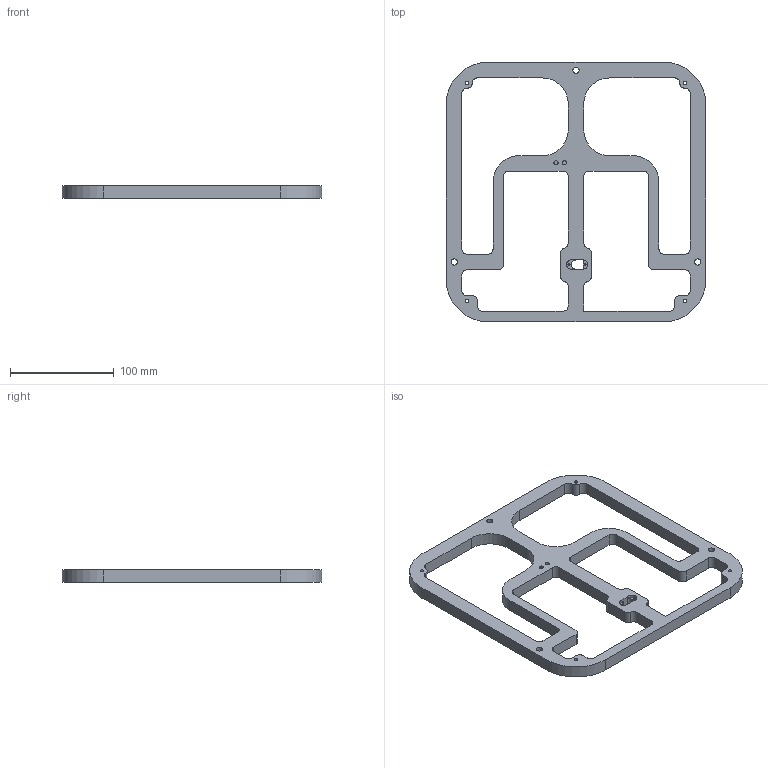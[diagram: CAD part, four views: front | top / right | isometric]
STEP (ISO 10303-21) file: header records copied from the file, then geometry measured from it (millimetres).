
FILE_DESCRIPTION(/* description */ (''),/* implementation_level */ '2;1');
FILE_NAME(/* name */ 'Cabinet layer 2.step',/* time_stamp */ '2021-12-27T09:37:54+01:00',/* author */ (''),/* organization */ (''),/* preprocessor_version */ 'ST-DEVELOPER v18.1',/* originating_system */ 'Autodesk Translation Framework v10.10.0.1391',/* authorisation */ '');
FILE_SCHEMA (('AUTOMOTIVE_DESIGN { 1 0 10303 214 3 1 1 }'));
Length unit declared in the file: millimetre
Products named in the file (1): G9SHW9
Bounding box: 250 x 250 x 12 mm (x, y, z)
Volume: 254365 mm3; surface area: 78709.8 mm2
Topology: 1 solids, 1 shells, 104 faces, 300 edges, 200 vertices
Faces by surface type: cylinder 59, plane 45
Full cylindrical faces by diameter (mm): 2 x2, 3.5 x4, 4 x2, 6 x3
Entity records: 3560 total; most frequent: DIRECTION 630, CARTESIAN_POINT 605, ORIENTED_EDGE 600, EDGE_CURVE 300, AXIS2_PLACEMENT_3D 225, VERTEX_POINT 200, LINE 180, VECTOR 180
